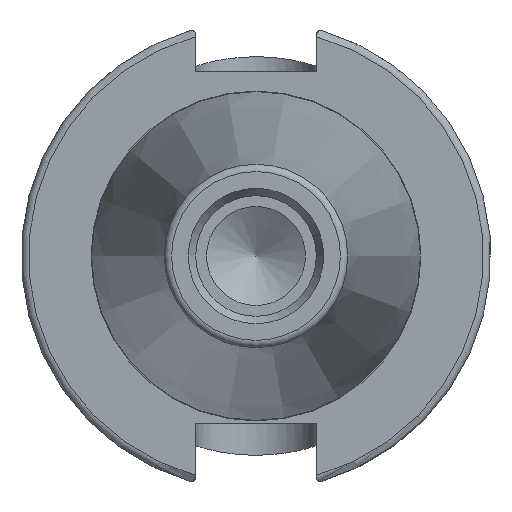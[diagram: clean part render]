
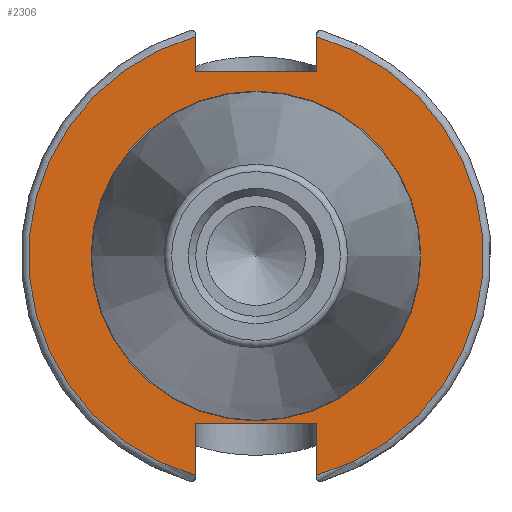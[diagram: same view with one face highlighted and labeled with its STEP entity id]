
A CAD part, left-side view. The second image highlights one B-rep face of the part: STEP entity #2306.
In plain terms, the highlighted planar face has unit normal (-1, 0, 0).
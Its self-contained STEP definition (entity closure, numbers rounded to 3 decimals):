
#586=FACE_BOUND('',#788,.T.);
#607=PLANE('',#2639);
#674=FACE_OUTER_BOUND('',#787,.T.);
#787=EDGE_LOOP('',(#1809,#1810,#1811,#1812,#1813,#1814,#1815,#1816));
#788=EDGE_LOOP('',(#1817));
#910=CIRCLE('',#2637,22.3);
#912=CIRCLE('',#2640,30.75);
#913=CIRCLE('',#2641,30.75);
#1032=LINE('',#3852,#1157);
#1033=LINE('',#3856,#1158);
#1034=LINE('',#3858,#1159);
#1035=LINE('',#3860,#1160);
#1036=LINE('',#3864,#1161);
#1037=LINE('',#3865,#1162);
#1157=VECTOR('',#3028,10.);
#1158=VECTOR('',#3031,10.);
#1159=VECTOR('',#3032,10.);
#1160=VECTOR('',#3033,10.);
#1161=VECTOR('',#3036,10.);
#1162=VECTOR('',#3037,10.);
#1316=VERTEX_POINT('',#3845);
#1317=VERTEX_POINT('',#3850);
#1318=VERTEX_POINT('',#3851);
#1319=VERTEX_POINT('',#3853);
#1320=VERTEX_POINT('',#3855);
#1321=VERTEX_POINT('',#3857);
#1322=VERTEX_POINT('',#3859);
#1323=VERTEX_POINT('',#3861);
#1324=VERTEX_POINT('',#3863);
#1507=EDGE_CURVE('',#1316,#1316,#910,.T.);
#1509=EDGE_CURVE('',#1317,#1318,#1032,.T.);
#1510=EDGE_CURVE('',#1319,#1318,#912,.T.);
#1511=EDGE_CURVE('',#1319,#1320,#1033,.T.);
#1512=EDGE_CURVE('',#1320,#1321,#1034,.T.);
#1513=EDGE_CURVE('',#1321,#1322,#1035,.T.);
#1514=EDGE_CURVE('',#1323,#1322,#913,.T.);
#1515=EDGE_CURVE('',#1323,#1324,#1036,.T.);
#1516=EDGE_CURVE('',#1324,#1317,#1037,.T.);
#1809=ORIENTED_EDGE('',*,*,#1509,.T.);
#1810=ORIENTED_EDGE('',*,*,#1510,.F.);
#1811=ORIENTED_EDGE('',*,*,#1511,.T.);
#1812=ORIENTED_EDGE('',*,*,#1512,.T.);
#1813=ORIENTED_EDGE('',*,*,#1513,.T.);
#1814=ORIENTED_EDGE('',*,*,#1514,.F.);
#1815=ORIENTED_EDGE('',*,*,#1515,.T.);
#1816=ORIENTED_EDGE('',*,*,#1516,.T.);
#1817=ORIENTED_EDGE('',*,*,#1507,.F.);
#2306=ADVANCED_FACE('',(#674,#586),#607,.T.);
#2637=AXIS2_PLACEMENT_3D('',#3847,#3022,#3023);
#2639=AXIS2_PLACEMENT_3D('',#3849,#3026,#3027);
#2640=AXIS2_PLACEMENT_3D('',#3854,#3029,#3030);
#2641=AXIS2_PLACEMENT_3D('',#3862,#3034,#3035);
#3022=DIRECTION('center_axis',(-1.,0.,0.));
#3023=DIRECTION('ref_axis',(0.,-1.,0.));
#3026=DIRECTION('center_axis',(-1.,0.,0.));
#3027=DIRECTION('ref_axis',(0.,0.,1.));
#3028=DIRECTION('',(0.,0.,-1.));
#3029=DIRECTION('center_axis',(1.,0.,0.));
#3030=DIRECTION('ref_axis',(0.,-1.,0.));
#3031=DIRECTION('',(0.,0.,-1.));
#3032=DIRECTION('',(0.,1.,0.));
#3033=DIRECTION('',(0.,0.,1.));
#3034=DIRECTION('center_axis',(1.,0.,0.));
#3035=DIRECTION('ref_axis',(0.,1.,0.));
#3036=DIRECTION('',(0.,0.,1.));
#3037=DIRECTION('',(0.,-1.,0.));
#3845=CARTESIAN_POINT('',(3.175,0.,22.3));
#3847=CARTESIAN_POINT('Origin',(3.175,0.,0.));
#3849=CARTESIAN_POINT('Origin',(3.175,31.75,0.));
#3850=CARTESIAN_POINT('',(3.175,-8.19,-22.6));
#3851=CARTESIAN_POINT('',(3.175,-8.19,-29.639));
#3852=CARTESIAN_POINT('',(3.175,-8.19,-11.3));
#3853=CARTESIAN_POINT('',(3.175,-8.19,29.639));
#3854=CARTESIAN_POINT('Origin',(3.175,0.,0.));
#3855=CARTESIAN_POINT('',(3.175,-8.19,25.));
#3856=CARTESIAN_POINT('',(3.175,-8.19,12.5));
#3857=CARTESIAN_POINT('',(3.175,8.19,25.));
#3858=CARTESIAN_POINT('',(3.175,15.875,25.));
#3859=CARTESIAN_POINT('',(3.175,8.19,29.639));
#3860=CARTESIAN_POINT('',(3.175,8.19,12.5));
#3861=CARTESIAN_POINT('',(3.175,8.19,-29.639));
#3862=CARTESIAN_POINT('Origin',(3.175,0.,0.));
#3863=CARTESIAN_POINT('',(3.175,8.19,-22.6));
#3864=CARTESIAN_POINT('',(3.175,8.19,-11.3));
#3865=CARTESIAN_POINT('',(3.175,15.875,-22.6));
